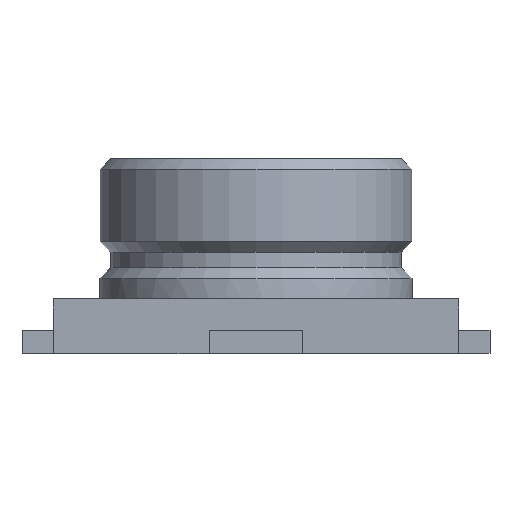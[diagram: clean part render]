
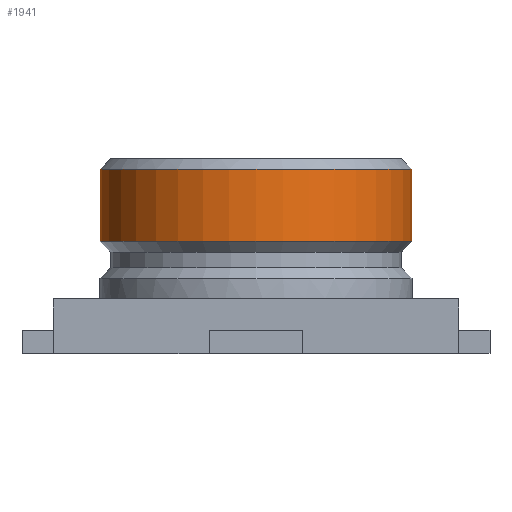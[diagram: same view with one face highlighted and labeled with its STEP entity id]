
A CAD part, front view. The second image highlights one B-rep face of the part: STEP entity #1941.
In plain terms, the highlighted cylindrical face has radius 1 mm (diameter 2 mm), a partial arc.
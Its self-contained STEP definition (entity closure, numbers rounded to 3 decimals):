
#168 = AXIS2_PLACEMENT_3D ( 'NONE', #3449, #3431, #4786 ) ;
#354 = VECTOR ( 'NONE', #1033, 1000. ) ;
#413 = CIRCLE ( 'NONE', #168, 1. ) ;
#423 = DIRECTION ( 'NONE',  ( 1., 0., 0. ) ) ;
#503 = VERTEX_POINT ( 'NONE', #5143 ) ;
#543 = AXIS2_PLACEMENT_3D ( 'NONE', #2551, #2998, #423 ) ;
#675 = EDGE_CURVE ( 'NONE', #4725, #503, #5220, .T. ) ;
#736 = CARTESIAN_POINT ( 'NONE',  ( -6., -3., 0.72 ) ) ;
#1033 = DIRECTION ( 'NONE',  ( 0., 0., 1. ) ) ;
#1052 = ORIENTED_EDGE ( 'NONE', *, *, #675, .F. ) ;
#1480 = EDGE_CURVE ( 'NONE', #5001, #503, #4799, .T. ) ;
#1512 = LINE ( 'NONE', #2748, #354 ) ;
#1593 = ORIENTED_EDGE ( 'NONE', *, *, #3827, .T. ) ;
#1600 = CARTESIAN_POINT ( 'NONE',  ( -7., -3., 1.18 ) ) ;
#1941 = ADVANCED_FACE ( 'NONE', ( #4124 ), #3843, .T. ) ;
#2003 = DIRECTION ( 'NONE',  ( 0., 0., -1. ) ) ;
#2022 = EDGE_CURVE ( 'NONE', #3472, #4725, #413, .T. ) ;
#2195 = CARTESIAN_POINT ( 'NONE',  ( -8., -3., 0.985 ) ) ;
#2551 = CARTESIAN_POINT ( 'NONE',  ( -7., -3., 0.985 ) ) ;
#2748 = CARTESIAN_POINT ( 'NONE',  ( -6., -3., 0.985 ) ) ;
#2823 = ORIENTED_EDGE ( 'NONE', *, *, #1480, .T. ) ;
#2998 = DIRECTION ( 'NONE',  ( 0., 0., 1. ) ) ;
#3098 = DIRECTION ( 'NONE',  ( 0., 0., 1. ) ) ;
#3382 = VECTOR ( 'NONE', #3098, 1000. ) ;
#3431 = DIRECTION ( 'NONE',  ( 0., 0., -1. ) ) ;
#3449 = CARTESIAN_POINT ( 'NONE',  ( -7., -3., 0.72 ) ) ;
#3472 = VERTEX_POINT ( 'NONE', #736 ) ;
#3827 = EDGE_CURVE ( 'NONE', #3472, #5001, #1512, .T. ) ;
#3843 = CYLINDRICAL_SURFACE ( 'NONE', #543, 1. ) ;
#4038 = EDGE_LOOP ( 'NONE', ( #1052, #5311, #1593, #2823 ) ) ;
#4124 = FACE_OUTER_BOUND ( 'NONE', #4038, .T. ) ;
#4152 = AXIS2_PLACEMENT_3D ( 'NONE', #1600, #2003, #4997 ) ;
#4725 = VERTEX_POINT ( 'NONE', #4793 ) ;
#4786 = DIRECTION ( 'NONE',  ( -1., 0., 0. ) ) ;
#4793 = CARTESIAN_POINT ( 'NONE',  ( -8., -3., 0.72 ) ) ;
#4799 = CIRCLE ( 'NONE', #4152, 1. ) ;
#4997 = DIRECTION ( 'NONE',  ( 1., 0., 0. ) ) ;
#5001 = VERTEX_POINT ( 'NONE', #5488 ) ;
#5143 = CARTESIAN_POINT ( 'NONE',  ( -8., -3., 1.18 ) ) ;
#5220 = LINE ( 'NONE', #2195, #3382 ) ;
#5311 = ORIENTED_EDGE ( 'NONE', *, *, #2022, .F. ) ;
#5488 = CARTESIAN_POINT ( 'NONE',  ( -6., -3., 1.18 ) ) ;
